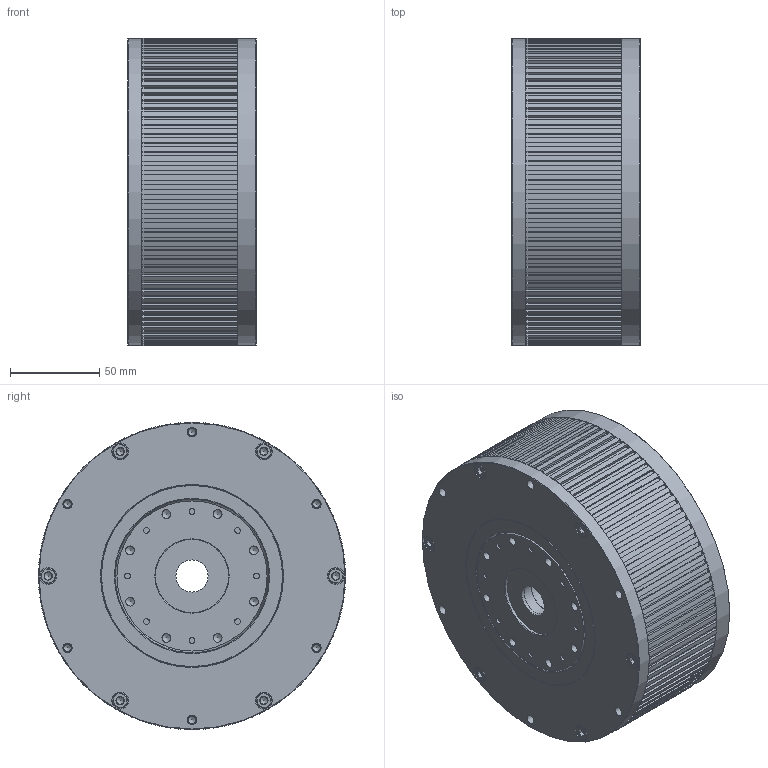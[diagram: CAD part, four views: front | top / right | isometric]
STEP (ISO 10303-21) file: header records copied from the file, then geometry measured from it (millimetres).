
FILE_DESCRIPTION(('FreeCAD Model'),'2;1');
FILE_NAME('Open CASCADE Shape Model','2024-03-14T14:21:01',(''),(''), 'Open CASCADE STEP processor 7.6','FreeCAD','Unknown');
FILE_SCHEMA(('AUTOMOTIVE_DESIGN { 1 0 10303 214 1 1 1 1 }'));
Length unit declared in the file: millimetre
Products named in the file (13): RO140-BSR135; RO140-BSR135-BSR135-019-P1-000_ASSY-A127; RO140-BSR135-BSR135-019-P1-000_ASSY-A126; RO140-BSR135-BSR135-019-P1-000_ASSY-A1; RO140-BSR135-BSR135-019-P1-000_ASSY-A4; RO140-BSR135-BSR135-019-P1-000_ASSY-A5; RO140-BSR135-A1; RO140-BSR135-A2; RO140-BSR135-A3; C-E6804ZZ; CSH-STN-M5-10_CSH-STN-M5-10; CSH-STN-M5-12_CSH-STN-M5-10; CSH-ST-M1_6-4_CSH-ST-M1_6-4
Assembly tree (37 placements, depth 3):
  RO140-BSR135
    RO140-BSR135-BSR135-019-P1-000_ASSY-A127
      RO140-BSR135-BSR135-019-P1-000_ASSY-A126
    RO140-BSR135-BSR135-019-P1-000_ASSY-A1
    RO140-BSR135-BSR135-019-P1-000_ASSY-A4
    RO140-BSR135-BSR135-019-P1-000_ASSY-A5
    RO140-BSR135-A1
    RO140-BSR135-A2
    RO140-BSR135-A3
    C-E6804ZZ
    CSH-STN-M5-10_CSH-STN-M5-10  x6
    CSH-STN-M5-12_CSH-STN-M5-10  x6
    CSH-ST-M1_6-4_CSH-ST-M1_6-4  x16
Bounding box: 72 x 172 x 172 mm (x, y, z)
Volume: 522687.4 mm3; surface area: 276466.4 mm2
Topology: 36 solids, 36 shells, 1329 faces, 3079 edges, 1903 vertices
Faces by surface type: plane 629, cylinder 334, cone 326, torus 40
Full cylindrical faces by diameter (mm): 1.25 x16, 1.6 x16, 3 x16, 3.2 x8, 3.3 x8, 4.2 x24, 4.917 x8, 5 x12, 5.3 x24, 6 x8, 8.5 x12, 9.5 x12, 18 x1, 20 x2, 22 x1, 23.2 x2, 24 x2, 25.8 x1, 26 x2, 29.24 x2, 30 x3, 32 x2, 33 x1, 34 x1, 35 x3, 36 x1, 40 x1, 41 x2, 47 x1, 84 x2
Entity records: 26349 total; most frequent: CARTESIAN_POINT 4866, DIRECTION 4168, ORIENTED_EDGE 4138, EDGE_CURVE 2069, AXIS2_PLACEMENT_3D 1551, VERTEX_POINT 1378, LINE 1066, VECTOR 1066
